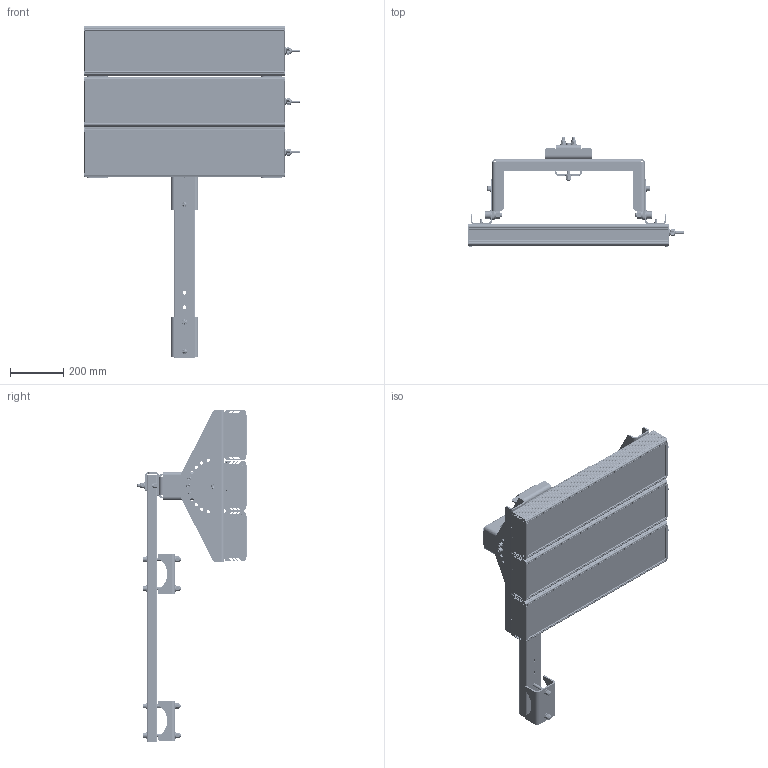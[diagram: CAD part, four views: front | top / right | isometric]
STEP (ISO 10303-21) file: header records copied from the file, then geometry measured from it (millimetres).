
FILE_DESCRIPTION(('STEP AP214'), '1');
FILE_NAME('001.0084.19.000 - ÃÑÓ Ýêñòðà Ì 450 (3õ150)', '2023-12-14T08:42:20', ('Åâãåíèé'), ('ÎÊÁ Ñâîé Ñòèëü'), 'C3D Converter', 'C3D Toolkit', '');
FILE_SCHEMA(('AUTOMOTIVE_DESIGN { 1 0 10303 214 3 1 1}'));
Length unit declared in the file: millimetre
Products named in the file (49): 001.0084.19.000; 001.0056.02.000; 001.0054.02.001х3; 001.0054.02.001х3-01; 001.0056.00.001; 001.0056.01.000; 001.0056.01.001; ТрП 80х40х3.1000.01; 001.0056.00.002
Assembly tree (149 placements, depth 4):
  001.0084.19.000
    (unnamed)  x3
      (unnamed)
      (unnamed)
      (unnamed)
      (unnamed)
      (unnamed)
      (unnamed)
      (unnamed)
      (unnamed)
      (unnamed)
        (unnamed)
      (unnamed)
        (unnamed)
        (unnamed)  x13
        (unnamed)
        (unnamed)
        (unnamed)
        (unnamed)
        (unnamed)
        (unnamed)
        (unnamed)
    001.0056.02.000
      001.0054.02.001х3
      001.0054.02.001х3-01
      (unnamed)  x3
      (unnamed)  x3
      (unnamed)  x3
      (unnamed)  x3
      (unnamed)  x3
      (unnamed)  x3
      001.0056.00.001
      001.0056.01.000
        001.0056.01.001
        ТрП 80х40х3.1000.01
      001.0056.00.002  x2
      (unnamed)  x4
      (unnamed)  x2
      (unnamed)  x2
      (unnamed)  x2
      (unnamed)  x8
      (unnamed)  x4
      (unnamed)  x4
      (unnamed)  x4
      (unnamed)  x16
      (unnamed)  x2
      (unnamed)  x2
      (unnamed)  x8
      (unnamed)  x4
Bounding box: 806.43 x 410.16 x 1244.5 mm (x, y, z)
Volume: 10374459.5 mm3; surface area: 6744171.6 mm2
Topology: 1683 solids, 1683 shells, 18388 faces, 43429 edges, 28921 vertices
Faces by surface type: plane 12560, cylinder 4992, cone 520, bspline 207, torus 61, sphere 48
Full cylindrical faces by diameter (mm): 1 x48, 2 x96, 2.5 x192, 2.8 x1200, 3.2 x48, 3.5 x240, 4 x36, 4.917 x6, 6 x6, 6.4 x6, 6.75 x6, 8 x40, 8.376 x4, 10 x18, 10.106 x8, 11 x14, 12 x39, 12.5 x3, 13 x8, 13.5 x16, 14 x40, 15.294 x2, 16 x7, 18 x18, 18.5 x9, 20 x15, 22 x4, 23.5 x3, 24 x16, 27 x2
Entity records: 122041 total; most frequent: CARTESIAN_POINT 49826, DIRECTION 11774, ORIENTED_EDGE 10848, EDGE_CURVE 5424, AXIS2_PLACEMENT_3D 4321, VERTEX_POINT 3724, LINE 3132, VECTOR 3132
